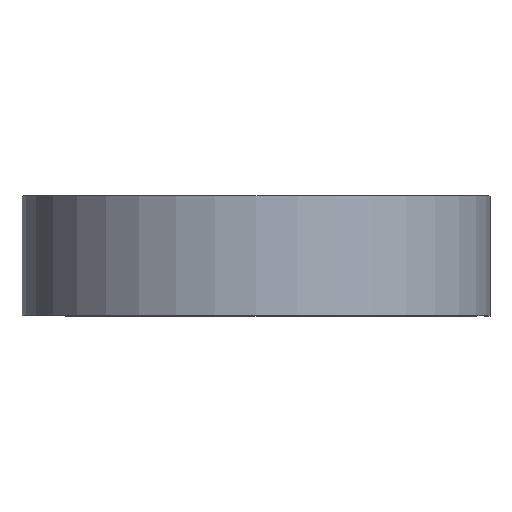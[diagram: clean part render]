
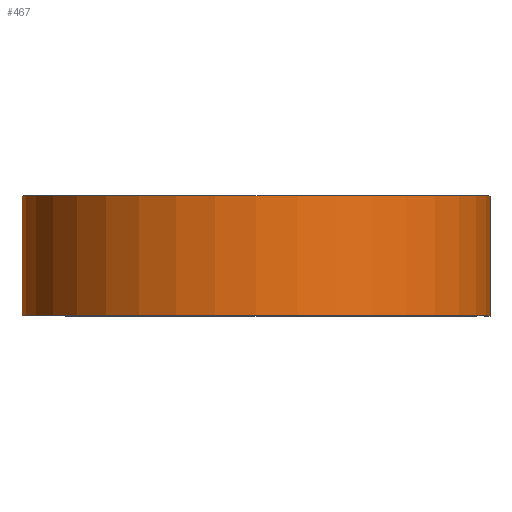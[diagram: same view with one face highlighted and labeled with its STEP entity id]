
A CAD part, top view. The second image highlights one B-rep face of the part: STEP entity #467.
In plain terms, the highlighted cylindrical face has radius 49.632 mm (diameter 99.263 mm), a partial arc.
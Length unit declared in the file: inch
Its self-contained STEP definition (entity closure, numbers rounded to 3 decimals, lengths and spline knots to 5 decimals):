
#10 = EDGE_LOOP ( 'NONE', ( #693, #356, #84, #294 ) ) ;
#27 = CARTESIAN_POINT ( 'NONE',  ( 0., 0.5, -1.954 ) ) ;
#52 = CARTESIAN_POINT ( 'NONE',  ( 1.954, -0.5, 0. ) ) ;
#53 = VERTEX_POINT ( 'NONE', #52 ) ;
#71 = VERTEX_POINT ( 'NONE', #305 ) ;
#84 = ORIENTED_EDGE ( 'NONE', *, *, #206, .F. ) ;
#117 = VERTEX_POINT ( 'NONE', #580 ) ;
#128 = VERTEX_POINT ( 'NONE', #326 ) ;
#146 = AXIS2_PLACEMENT_3D ( 'NONE', #298, #265, #176 ) ;
#176 = DIRECTION ( 'NONE',  ( 1., 0., 0. ) ) ;
#206 = EDGE_CURVE ( 'NONE', #128, #71, #421, .T. ) ;
#257 = DIRECTION ( 'NONE',  ( 1., 0., 0. ) ) ;
#265 = DIRECTION ( 'NONE',  ( 0., 1., 0. ) ) ;
#283 = EDGE_CURVE ( 'NONE', #117, #53, #457, .T. ) ;
#294 = ORIENTED_EDGE ( 'NONE', *, *, #619, .T. ) ;
#298 = CARTESIAN_POINT ( 'NONE',  ( 0., -0.5, 0. ) ) ;
#305 = CARTESIAN_POINT ( 'NONE',  ( 1.954, 0.5, 0. ) ) ;
#326 = CARTESIAN_POINT ( 'NONE',  ( 0., 0.5, -1.954 ) ) ;
#327 = CARTESIAN_POINT ( 'NONE',  ( 0., 0.5, 0. ) ) ;
#329 = DIRECTION ( 'NONE',  ( 0., 1., 0. ) ) ;
#356 = ORIENTED_EDGE ( 'NONE', *, *, #523, .F. ) ;
#359 = CYLINDRICAL_SURFACE ( 'NONE', #718, 1.954 ) ;
#368 = DIRECTION ( 'NONE',  ( 0., 0., -1. ) ) ;
#421 = CIRCLE ( 'NONE', #606, 1.954 ) ;
#457 = CIRCLE ( 'NONE', #146, 1.954 ) ;
#467 = ADVANCED_FACE ( 'NONE', ( #591 ), #359, .T. ) ;
#486 = CARTESIAN_POINT ( 'NONE',  ( 0., 0.5, 0. ) ) ;
#508 = LINE ( 'NONE', #27, #598 ) ;
#523 = EDGE_CURVE ( 'NONE', #71, #53, #571, .T. ) ;
#541 = VECTOR ( 'NONE', #595, 39.37008 ) ;
#559 = DIRECTION ( 'NONE',  ( 0., -1., 0. ) ) ;
#571 = LINE ( 'NONE', #622, #541 ) ;
#580 = CARTESIAN_POINT ( 'NONE',  ( 0., -0.5, -1.954 ) ) ;
#591 = FACE_OUTER_BOUND ( 'NONE', #10, .T. ) ;
#595 = DIRECTION ( 'NONE',  ( 0., -1., 0. ) ) ;
#598 = VECTOR ( 'NONE', #719, 39.37008 ) ;
#606 = AXIS2_PLACEMENT_3D ( 'NONE', #327, #329, #257 ) ;
#619 = EDGE_CURVE ( 'NONE', #128, #117, #508, .T. ) ;
#622 = CARTESIAN_POINT ( 'NONE',  ( 1.954, 0.5, 0. ) ) ;
#693 = ORIENTED_EDGE ( 'NONE', *, *, #283, .T. ) ;
#718 = AXIS2_PLACEMENT_3D ( 'NONE', #486, #559, #368 ) ;
#719 = DIRECTION ( 'NONE',  ( 0., -1., 0. ) ) ;
